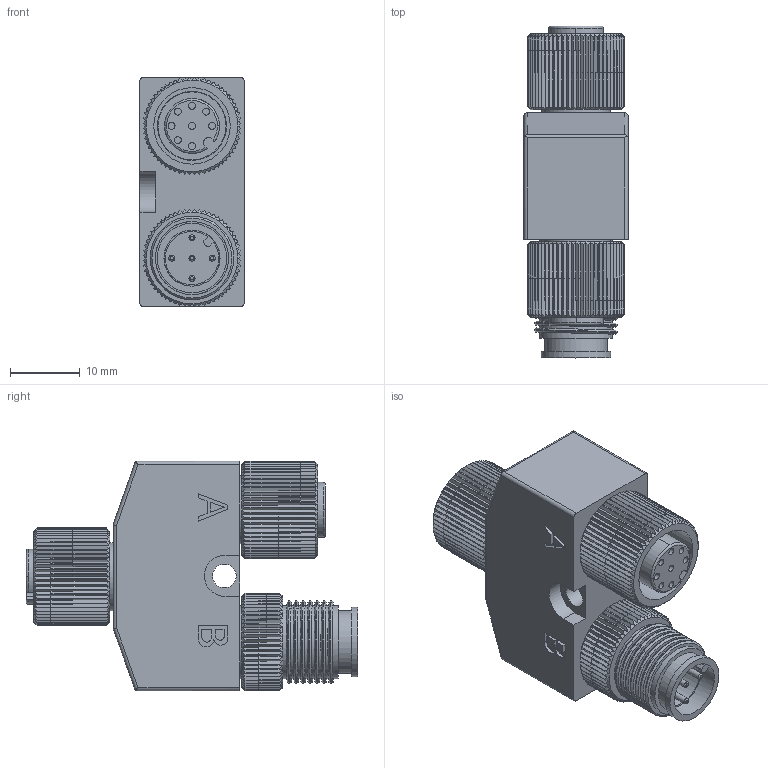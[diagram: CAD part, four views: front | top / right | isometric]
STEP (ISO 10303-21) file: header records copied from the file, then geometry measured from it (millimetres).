
FILE_DESCRIPTION(/* description */ (''),/* implementation_level */ '2;1');
FILE_NAME(/* name */ '3D_SSFXC55.stp',/* time_stamp */ '2024-02-27T08:33:33+01:00',/* author */ (''),/* organization */ (''),/* preprocessor_version */ 'ST-DEVELOPER v16.7',/* originating_system */ 'SIEMENS PLM Software NX 12.0',/* authorisation */ '');
FILE_SCHEMA (('AUTOMOTIVE_DESIGN { 1 0 10303 214 3 1 1 1 }'));
Products named in the file (1): Rugg87004DBCi5hv
Bounding box: 15 x 47.71 x 33.05 mm (x, y, z)
Surface area: 7677.7 mm2 (no closed solid volume)
Topology: 0 solids, 15 shells, 1460 faces, 4774 edges, 3180 vertices
Faces by surface type: plane 996, cylinder 425, cone 28, torus 11
Full cylindrical faces by diameter (mm): 0.87 x5, 1 x16, 3.4 x1, 8.075 x1, 9.025 x1, 9.8 x2, 9.975 x1, 10.5 x8, 11 x2, 12 x7
Entity records: 51072 total; most frequent: CARTESIAN_POINT 10919, ORIENTED_EDGE 8623, DIRECTION 7911, EDGE_CURVE 4776, VERTEX_POINT 3182, LINE 3115, VECTOR 3115, AXIS2_PLACEMENT_3D 2398
